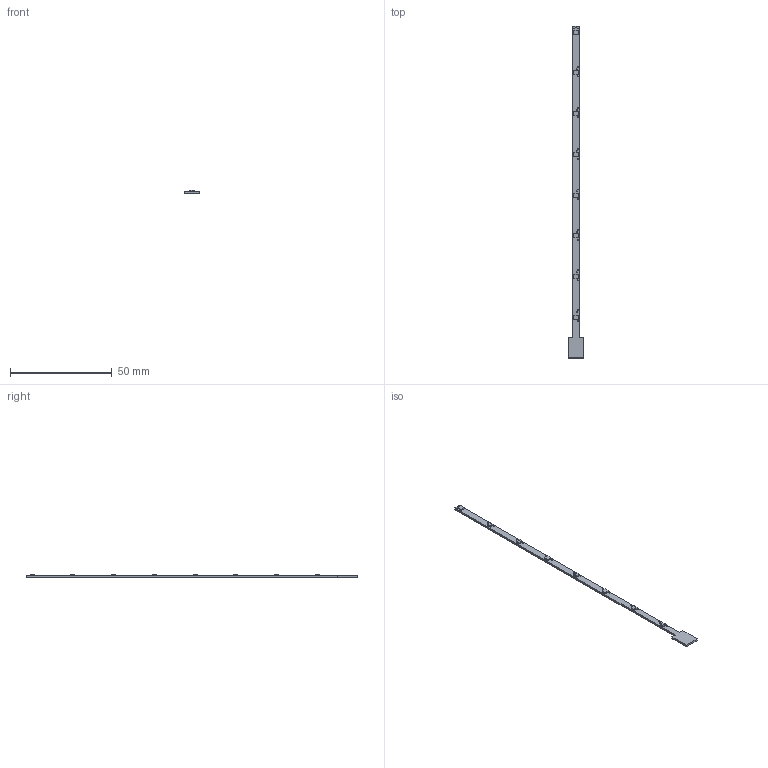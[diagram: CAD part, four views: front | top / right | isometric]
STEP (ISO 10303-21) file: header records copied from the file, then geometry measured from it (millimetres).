
FILE_DESCRIPTION(('for SolidWorks'),'2;1');
FILE_NAME('APA_Cube_8_2020.step', '2018-02-22T22:25:36',('Greg'),(''),'Open CASCADE STEP processor 6.6', 'DipTrace','Unknown');
FILE_SCHEMA(('AUTOMOTIVE_DESIGN { 1 0 10303 214 1 1 1 1 }'));
Length unit declared in the file: millimetre
Products named in the file (3): PCB_APA_Cube_8_2020; Board_APA_Cube_8_2020; APA102_2020_LED
Assembly tree (9 placements, depth 2):
  PCB_APA_Cube_8_2020
    Board_APA_Cube_8_2020
    APA102_2020_LED  x8
Bounding box: 7.6 x 163 x 1.9 mm (x, y, z)
Volume: 562.5 mm3; surface area: 1737.4 mm2
Topology: 1 solids, 113 shells, 714 faces, 1464 edges, 976 vertices
Faces by surface type: plane 682, cylinder 32
Full cylindrical faces by diameter (mm): 0.08 x8, 0.406 x24
Entity records: 4173 total; most frequent: CARTESIAN_POINT 575, DIRECTION 574, ORIENTED_EDGE 534, EDGE_CURVE 267, LINE 216, VECTOR 216, AXIS2_PLACEMENT_3D 179, VERTEX_POINT 178
